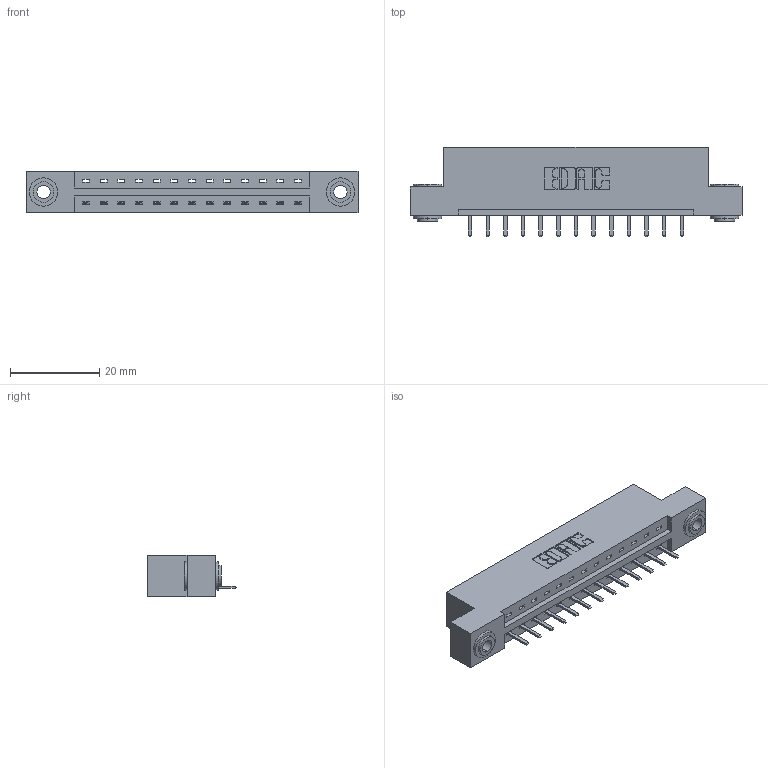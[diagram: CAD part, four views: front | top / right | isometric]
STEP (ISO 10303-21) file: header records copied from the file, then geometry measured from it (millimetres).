
FILE_DESCRIPTION (( 'STEP AP203' ), '1' );
FILE_NAME ('387-013-520-103.STEP', '2019-10-02T13:49:29', ( '' ), ( '' ), 'SwSTEP 2.0', 'SolidWorks 2016', '' );
FILE_SCHEMA (( 'CONFIG_CONTROL_DESIGN' ));
Length unit declared in the file: inch
Products named in the file (4): 345-292-001_345-293-120; 387-013-520-103; 337 Part_Flush Mounting Lugs - 0.156 Dia-TH; 345-250-002_345-250-002-102
Assembly tree (16 placements, depth 2):
  387-013-520-103
    337 Part_Flush Mounting Lugs - 0.156 Dia-TH
    345-292-001_345-293-120  x13
    345-250-002_345-250-002-102  x2
Bounding box: 74.52 x 20.02 x 9.4 mm (x, y, z)
Volume: 7364.6 mm3; surface area: 7547.3 mm2
Topology: 16 solids, 16 shells, 1010 faces, 2935 edges, 1918 vertices
Faces by surface type: plane 704, cylinder 298, cone 8
Entity records: 14178 total; most frequent: CARTESIAN_POINT 2456, ORIENTED_EDGE 2386, DIRECTION 2149, EDGE_CURVE 1193, LINE 1037, VECTOR 1037, VERTEX_POINT 790, AXIS2_PLACEMENT_3D 556
